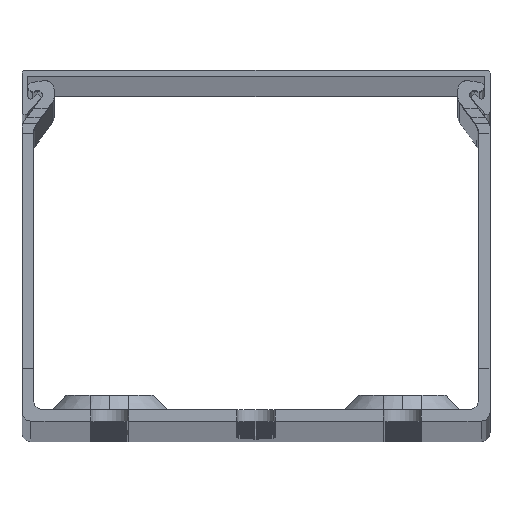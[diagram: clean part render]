
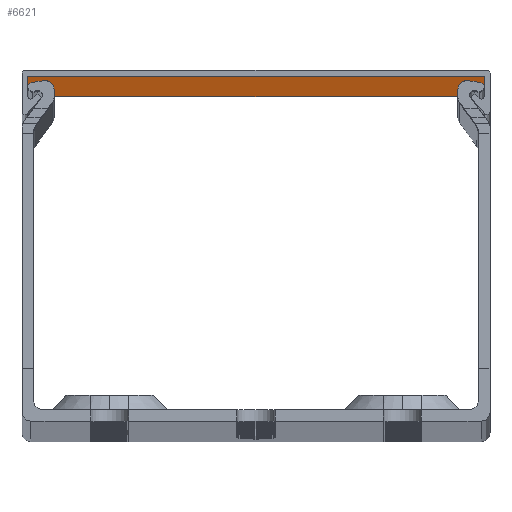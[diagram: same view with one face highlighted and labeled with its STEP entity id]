
A CAD part, top view. The second image highlights one B-rep face of the part: STEP entity #6621.
In plain terms, the highlighted planar face has unit normal (0, -1, 0).
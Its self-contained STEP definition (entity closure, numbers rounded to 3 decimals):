
#239 = CARTESIAN_POINT ( 'NONE',  ( -39., 59., 1080.44 ) ) ;
#1804 = CARTESIAN_POINT ( 'NONE',  ( 39., 59., -1000. ) ) ;
#1882 = LINE ( 'NONE', #17524, #49334 ) ;
#6621 = ADVANCED_FACE ( 'NONE', ( #16139 ), #37686, .F. ) ;
#8299 = ORIENTED_EDGE ( 'NONE', *, *, #49010, .T. ) ;
#8333 = DIRECTION ( 'NONE',  ( 0., 1., 0. ) ) ;
#12685 = EDGE_CURVE ( 'NONE', #39178, #52935, #52998, .T. ) ;
#13076 = CARTESIAN_POINT ( 'NONE',  ( -39., 59., 1000. ) ) ;
#13191 = ORIENTED_EDGE ( 'NONE', *, *, #18682, .F. ) ;
#14444 = VECTOR ( 'NONE', #45194, 1000. ) ;
#16139 = FACE_OUTER_BOUND ( 'NONE', #49911, .T. ) ;
#16249 = ORIENTED_EDGE ( 'NONE', *, *, #23056, .T. ) ;
#17524 = CARTESIAN_POINT ( 'NONE',  ( 39., 59., 1080.44 ) ) ;
#18051 = DIRECTION ( 'NONE',  ( 0., 0., -1. ) ) ;
#18682 = EDGE_CURVE ( 'NONE', #37097, #27046, #1882, .T. ) ;
#23056 = EDGE_CURVE ( 'NONE', #52935, #27046, #29977, .T. ) ;
#24485 = DIRECTION ( 'NONE',  ( -1., 0., 0. ) ) ;
#24886 = CARTESIAN_POINT ( 'NONE',  ( -39., 59., -1000. ) ) ;
#25603 = CARTESIAN_POINT ( 'NONE',  ( -39., 59., 1000. ) ) ;
#25867 = DIRECTION ( 'NONE',  ( -1., 0., 0. ) ) ;
#25925 = DIRECTION ( 'NONE',  ( 1., 0., 0. ) ) ;
#27046 = VERTEX_POINT ( 'NONE', #1804 ) ;
#29658 = LINE ( 'NONE', #25603, #38989 ) ;
#29977 = LINE ( 'NONE', #37532, #37505 ) ;
#33495 = ORIENTED_EDGE ( 'NONE', *, *, #12685, .T. ) ;
#36566 = CARTESIAN_POINT ( 'NONE',  ( -39., 59., 1080.44 ) ) ;
#37097 = VERTEX_POINT ( 'NONE', #47488 ) ;
#37505 = VECTOR ( 'NONE', #25925, 1000. ) ;
#37532 = CARTESIAN_POINT ( 'NONE',  ( -39., 59., -1000. ) ) ;
#37686 = PLANE ( 'NONE',  #44684 ) ;
#38989 = VECTOR ( 'NONE', #25867, 1000. ) ;
#39178 = VERTEX_POINT ( 'NONE', #13076 ) ;
#44684 = AXIS2_PLACEMENT_3D ( 'NONE', #239, #8333, #24485 ) ;
#45194 = DIRECTION ( 'NONE',  ( 0., 0., -1. ) ) ;
#47488 = CARTESIAN_POINT ( 'NONE',  ( 39., 59., 1000. ) ) ;
#49010 = EDGE_CURVE ( 'NONE', #37097, #39178, #29658, .T. ) ;
#49334 = VECTOR ( 'NONE', #18051, 1000. ) ;
#49911 = EDGE_LOOP ( 'NONE', ( #13191, #8299, #33495, #16249 ) ) ;
#52935 = VERTEX_POINT ( 'NONE', #24886 ) ;
#52998 = LINE ( 'NONE', #36566, #14444 ) ;
